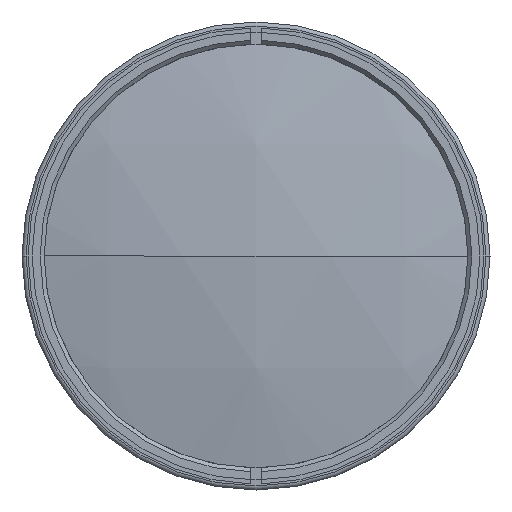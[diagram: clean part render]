
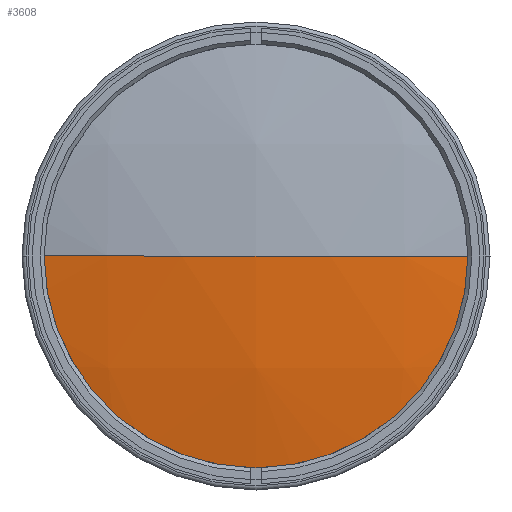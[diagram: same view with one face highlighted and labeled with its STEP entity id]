
A CAD part, left-side view. The second image highlights one B-rep face of the part: STEP entity #3608.
In plain terms, the highlighted spherical face has radius 252 mm.
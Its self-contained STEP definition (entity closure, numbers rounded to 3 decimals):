
#52 = VERTEX_POINT ( 'NONE', #2115 ) ;
#67 = DIRECTION ( 'NONE',  ( 0., 0., 1. ) ) ;
#203 = SPHERICAL_SURFACE ( 'NONE', #3589, 252. ) ;
#364 = CIRCLE ( 'NONE', #1866, 252. ) ;
#380 = CARTESIAN_POINT ( 'NONE',  ( -232.504, 0., 0. ) ) ;
#839 = DIRECTION ( 'NONE',  ( 0., 1., 0. ) ) ;
#849 = CARTESIAN_POINT ( 'NONE',  ( 19.496, 0., 0. ) ) ;
#907 = CIRCLE ( 'NONE', #3355, 252. ) ;
#908 = DIRECTION ( 'NONE',  ( 0., 1., 0. ) ) ;
#1160 = CARTESIAN_POINT ( 'NONE',  ( 19.496, 0., 0. ) ) ;
#1228 = EDGE_CURVE ( 'NONE', #52, #1927, #907, .T. ) ;
#1510 = DIRECTION ( 'NONE',  ( 0., 0., -1. ) ) ;
#1866 = AXIS2_PLACEMENT_3D ( 'NONE', #1160, #3057, #839 ) ;
#1927 = VERTEX_POINT ( 'NONE', #380 ) ;
#2115 = CARTESIAN_POINT ( 'NONE',  ( -226.429, 55., 0. ) ) ;
#2362 = CARTESIAN_POINT ( 'NONE',  ( -226.429, -55., 0. ) ) ;
#2482 = AXIS2_PLACEMENT_3D ( 'NONE', #2993, #4001, #67 ) ;
#2642 = ORIENTED_EDGE ( 'NONE', *, *, #1228, .F. ) ;
#2678 = EDGE_CURVE ( 'NONE', #2945, #1927, #364, .T. ) ;
#2911 = EDGE_CURVE ( 'NONE', #52, #2945, #3441, .T. ) ;
#2945 = VERTEX_POINT ( 'NONE', #2362 ) ;
#2993 = CARTESIAN_POINT ( 'NONE',  ( -226.429, 0., 0. ) ) ;
#3057 = DIRECTION ( 'NONE',  ( 0., 0., -1. ) ) ;
#3135 = ORIENTED_EDGE ( 'NONE', *, *, #2911, .T. ) ;
#3355 = AXIS2_PLACEMENT_3D ( 'NONE', #3462, #3860, #4212 ) ;
#3441 = CIRCLE ( 'NONE', #2482, 55. ) ;
#3462 = CARTESIAN_POINT ( 'NONE',  ( 19.496, 0., 0. ) ) ;
#3589 = AXIS2_PLACEMENT_3D ( 'NONE', #849, #1510, #908 ) ;
#3608 = ADVANCED_FACE ( 'NONE', ( #3783 ), #203, .T. ) ;
#3734 = EDGE_LOOP ( 'NONE', ( #3135, #4185, #2642 ) ) ;
#3783 = FACE_OUTER_BOUND ( 'NONE', #3734, .T. ) ;
#3860 = DIRECTION ( 'NONE',  ( 0., 0., 1. ) ) ;
#4001 = DIRECTION ( 'NONE',  ( -1., 0., 0. ) ) ;
#4185 = ORIENTED_EDGE ( 'NONE', *, *, #2678, .T. ) ;
#4212 = DIRECTION ( 'NONE',  ( 0., -1., 0. ) ) ;
